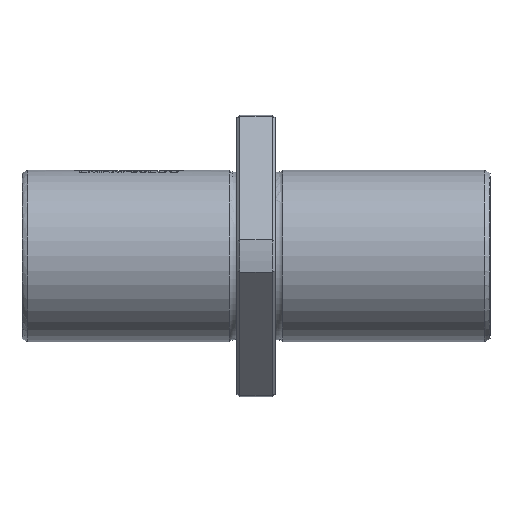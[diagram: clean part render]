
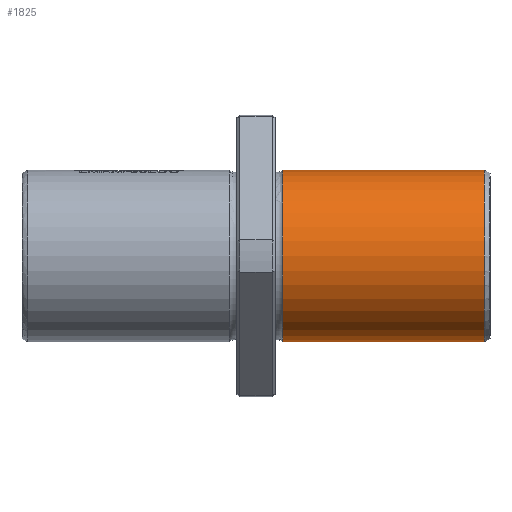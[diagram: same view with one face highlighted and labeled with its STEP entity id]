
A CAD part, front view. The second image highlights one B-rep face of the part: STEP entity #1825.
In plain terms, the highlighted cylindrical face has radius 22.5 mm (diameter 45 mm), a full revolution.
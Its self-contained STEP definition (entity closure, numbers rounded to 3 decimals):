
#545=FACE_BOUND('',#2687,.T.);
#546=FACE_BOUND('',#2688,.T.);
#1776=CYLINDRICAL_SURFACE('',#7689,22.5);
#1825=ADVANCED_FACE('',(#545,#546),#1776,.T.);
#2687=EDGE_LOOP('',(#4052));
#2688=EDGE_LOOP('',(#4053));
#4052=ORIENTED_EDGE('',*,*,#6847,.T.);
#4053=ORIENTED_EDGE('',*,*,#6859,.F.);
#6115=VERTEX_POINT('',#11695);
#6126=VERTEX_POINT('',#11802);
#6847=EDGE_CURVE('',#6115,#6115,#7579,.T.);
#6859=EDGE_CURVE('',#6126,#6126,#7581,.T.);
#7579=CIRCLE('',#7680,22.5);
#7581=CIRCLE('',#7688,22.5);
#7680=AXIS2_PLACEMENT_3D('',#11694,#8335,#8336);
#7688=AXIS2_PLACEMENT_3D('',#11801,#8351,#8352);
#7689=AXIS2_PLACEMENT_3D('',#11803,#8353,#8354);
#8335=DIRECTION('',(-1.,0.,0.));
#8336=DIRECTION('',(0.,0.,1.));
#8351=DIRECTION('',(-1.,0.,0.));
#8352=DIRECTION('',(0.,0.,1.));
#8353=DIRECTION('',(1.,0.,0.));
#8354=DIRECTION('',(0.,0.,-1.));
#11694=CARTESIAN_POINT('',(65.002,0.,0.));
#11695=CARTESIAN_POINT('',(65.002,0.,22.5));
#11801=CARTESIAN_POINT('',(12.023,0.,0.));
#11802=CARTESIAN_POINT('',(12.023,0.,22.5));
#11803=CARTESIAN_POINT('',(12.023,0.,0.));
